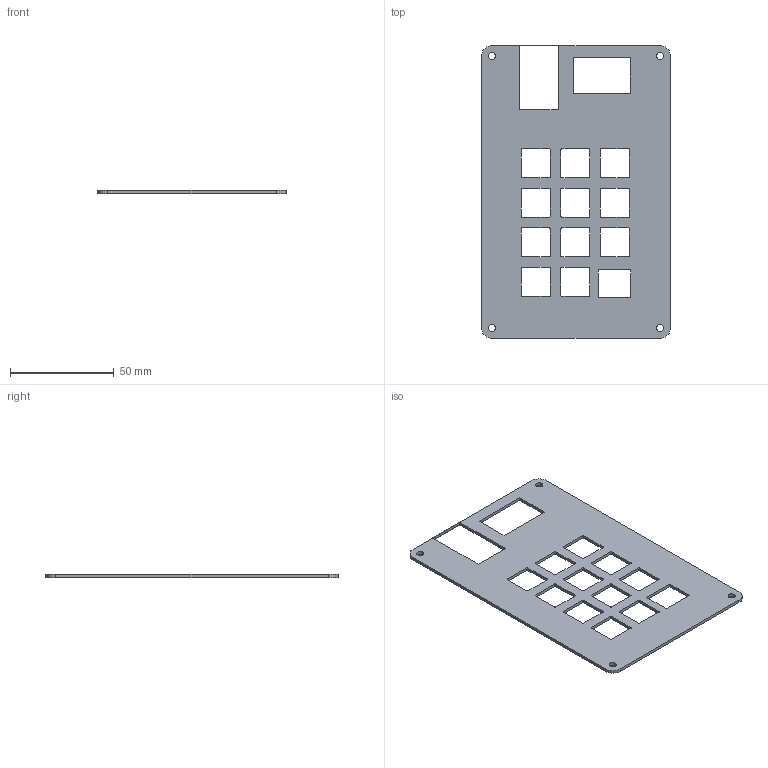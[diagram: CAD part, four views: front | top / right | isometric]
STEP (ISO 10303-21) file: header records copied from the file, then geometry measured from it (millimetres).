
FILE_DESCRIPTION(/* description */ ('','CAx-IF Rec.Pracs.---Representation and Presentation of Product Manufacturing Information (PMI)---4.0---2014-10-13'),/* implementation_level */ '2;1');
FILE_NAME(/* name */ 'Top of case v7.step',/* time_stamp */ '2025-03-22T22:59:53Z',/* author */ (''),/* organization */ (''),/* preprocessor_version */ 'ST-DEVELOPER v20',/* originating_system */ 'Autodesk Translation Framework v13.20.0.188',/* authorisation */ '');
FILE_SCHEMA (('AP242_MANAGED_MODEL_BASED_3D_ENGINEERING_MIM_LF { 1 0 10303 442 1 1 4 }'));
Length unit declared in the file: millimetre
Products named in the file (1): Top of case
Bounding box: 91 x 141 x 1.5 mm (x, y, z)
Volume: 14054.5 mm3; surface area: 20765.3 mm2
Topology: 1 solids, 1 shells, 114 faces, 336 edges, 224 vertices
Faces by surface type: plane 62, cylinder 52
Full cylindrical faces by diameter (mm): 3.4 x4
Entity records: 3929 total; most frequent: CARTESIAN_POINT 675, ORIENTED_EDGE 672, DIRECTION 670, EDGE_CURVE 336, LINE 232, VECTOR 232, VERTEX_POINT 224, AXIS2_PLACEMENT_3D 219
